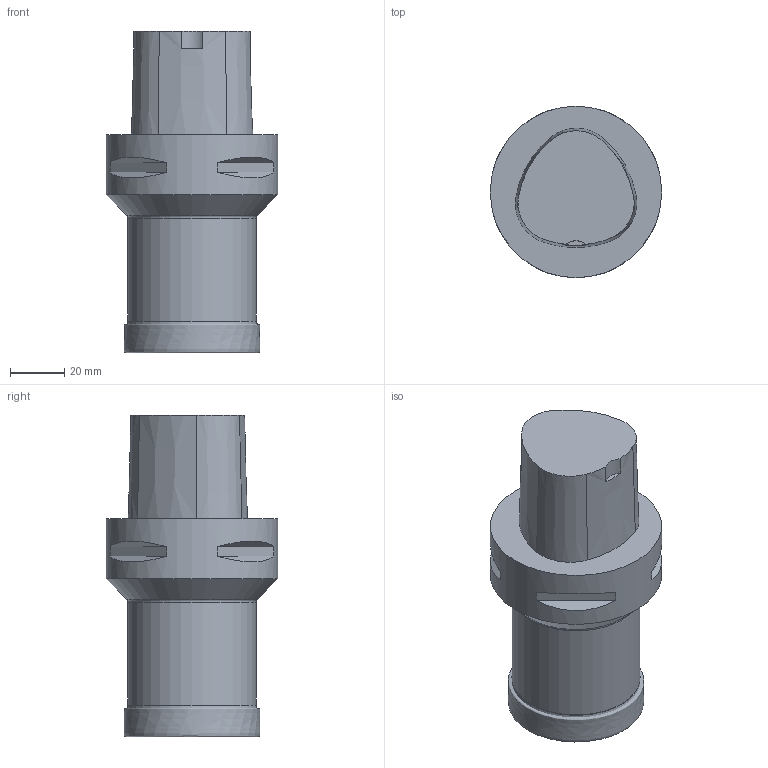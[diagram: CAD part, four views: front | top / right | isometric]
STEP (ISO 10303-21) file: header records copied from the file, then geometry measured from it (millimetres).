
FILE_DESCRIPTION(/* description */ (''),/* implementation_level */ '2;1');
FILE_NAME(/* name */ 'toolassembly_1.stp',/* time_stamp */ '2019-06-27T12:30:42+02:00',/* author */ (''),/* organization */ ('SMS'),/* preprocessor_version */ 'ST-DEVELOPER v16.7',/* originating_system */ 'SIEMENS PLM Software NX 12.0',/* authorisation */ '');
FILE_SCHEMA (('AUTOMOTIVE_DESIGN { 1 0 10303 214 3 1 1 1 }'));
Length unit declared in the file: millimetre
Products named in the file (4): CUT_20190627122951; ASSEMBLY_CONSTRUCTION; NOCUT_20190627122922; TOOLASSEMBLY_1
Assembly tree (3 placements, depth 2):
  TOOLASSEMBLY_1
    NOCUT_20190627122922
    ASSEMBLY_CONSTRUCTION
    CUT_20190627122951
Bounding box: 63 x 63 x 118.01 mm (x, y, z)
Volume: 234754 mm3; surface area: 28578.2 mm2
Topology: 2 solids, 2 shells, 45 faces, 96 edges, 71 vertices
Faces by surface type: plane 19, cone 13, torus 9, cylinder 3, bspline 1
Full cylindrical faces by diameter (mm): 47.098 x1, 63 x1
Entity records: 7054 total; most frequent: CARTESIAN_POINT 5942, DIRECTION 230, ORIENTED_EDGE 140, AXIS2_PLACEMENT_3D 104, EDGE_LOOP 70, EDGE_CURVE 70, VERTEX_POINT 55, FACE_BOUND 49
